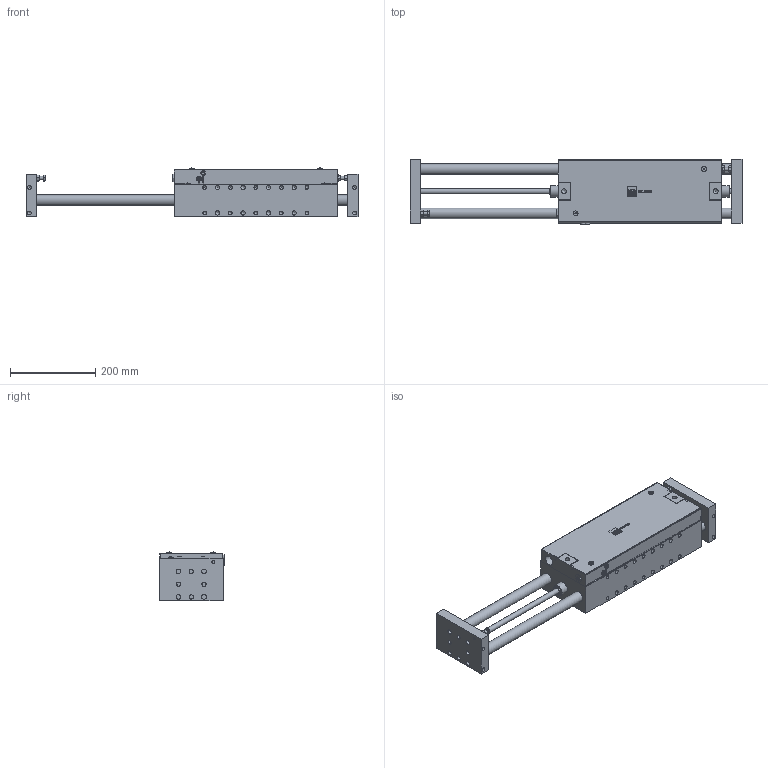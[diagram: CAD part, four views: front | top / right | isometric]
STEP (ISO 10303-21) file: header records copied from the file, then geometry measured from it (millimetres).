
FILE_DESCRIPTION((''),'2;1');
FILE_NAME('MSL5-300.stp','2012-10-01T15:22:51',('hartung_david'),(''),'Autodesk Inventor 2012','Autodesk Inventor 2012','');
FILE_SCHEMA(('AUTOMOTIVE_DESIGN { 1 0 10303 214 1 1 1 1 }'));
Length unit declared in the file: millimetre
Products named in the file (3): MSL5-300; MSL5-300-010; MSL5-300-020
Assembly tree (2 placements, depth 2):
  MSL5-300
    MSL5-300-010
    MSL5-300-020
Bounding box: 780 x 153.5 x 116.5 mm (x, y, z)
Volume: 7270704 mm3; surface area: 673709.4 mm2
Topology: 2 solids, 37 shells, 1292 faces, 3318 edges, 2207 vertices
Faces by surface type: plane 610, cylinder 274, bspline 256, cone 147, torus 5
Full cylindrical faces by diameter (mm): 3.7 x2, 4 x2, 4.917 x2, 6.5 x2, 6.917 x4, 7 x2, 8 x2, 8.376 x30, 8.5 x32, 8.8 x2, 8.917 x42, 9.5 x2, 10 x32, 11 x10, 11.4 x2, 11.445 x2, 11.5 x2, 12 x6, 13.6 x2, 14 x2, 15 x4, 17.4 x2, 18 x4, 19 x5, 20 x2, 23.376 x2, 25 x8, 27 x2, 38 x4, 39 x4
Entity records: 38753 total; most frequent: CARTESIAN_POINT 10153, ORIENTED_EDGE 5430, DIRECTION 4855, EDGE_CURVE 2715, VERTEX_POINT 1949, EDGE_LOOP 1862, AXIS2_PLACEMENT_3D 1689, VECTOR 1477
